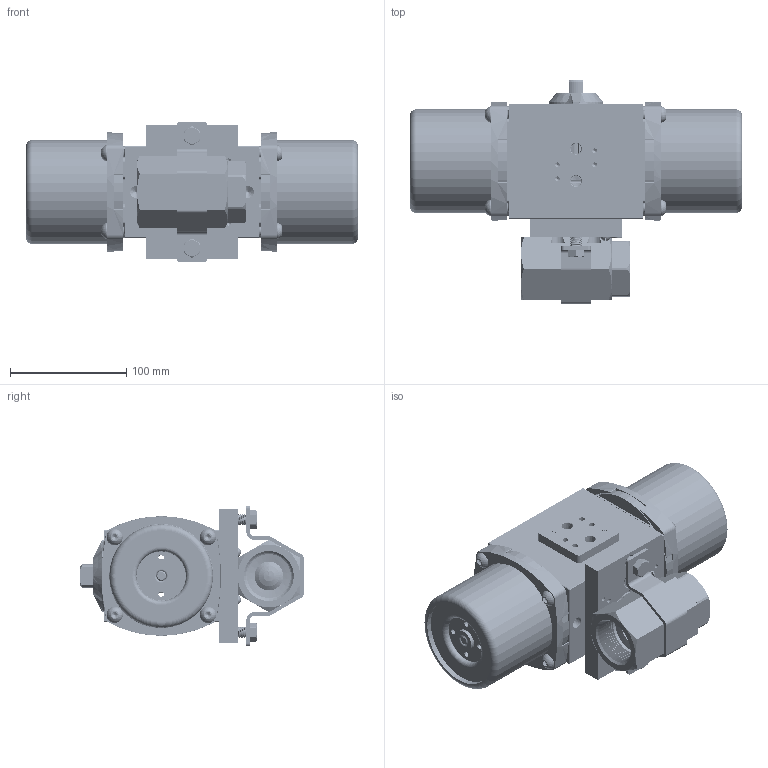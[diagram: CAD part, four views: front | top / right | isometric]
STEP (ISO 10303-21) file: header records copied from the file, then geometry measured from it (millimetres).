
FILE_DESCRIPTION (( 'STEP AP203' ), '1' );
FILE_NAME ('81XXNA522SR.step', '2018-04-12T11:55:34', ( '' ), ( '' ), 'SwSTEP 2.0', 'SolidWorks 2017', '' );
FILE_SCHEMA (( 'CONFIG_CONTROL_DESIGN' ));
Products named in the file (1): 81XXNA522SR
Bounding box: 285.09 x 191.95 x 120.65 mm (x, y, z)
Volume: 1158012.5 mm3; surface area: 455012.1 mm2
Topology: 49 solids, 49 shells, 4385 faces, 11116 edges, 6858 vertices
Faces by surface type: cone 1721, cylinder 1653, plane 746, torus 179, bspline 64, sphere 22
Entity records: 148928 total; most frequent: CARTESIAN_POINT 40845, DIRECTION 24525, ORIENTED_EDGE 22008, EDGE_CURVE 11004, AXIS2_PLACEMENT_3D 9910, VERTEX_POINT 6854, CIRCLE 5588, VECTOR 4705
